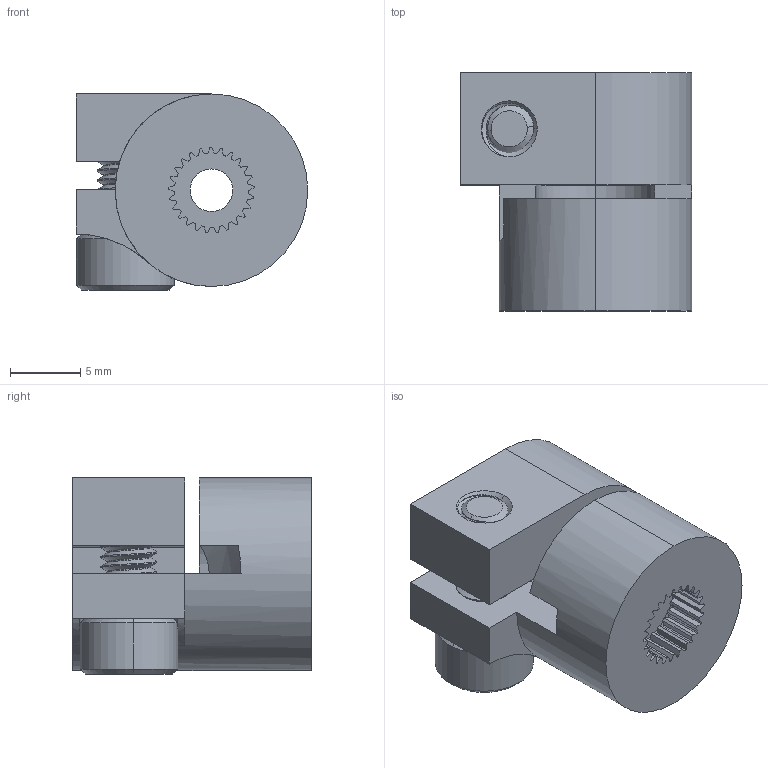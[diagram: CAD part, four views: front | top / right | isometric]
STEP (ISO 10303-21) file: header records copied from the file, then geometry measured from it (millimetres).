
FILE_DESCRIPTION (( 'STEP AP203' ), '1' );
FILE_NAME ('4001-0025-4008 assembly.STEP', '2020-11-03T20:45:14', ( '' ), ( '' ), 'SwSTEP 2.0', 'SolidWorks 2016', '' );
FILE_SCHEMA (( 'CONFIG_CONTROL_DESIGN' ));
Length unit declared in the file: millimetre
Products named in the file (3): 4001-0025-4008 assembly; 2800-0004-0010_90128A207; 4001-0025-4008
Assembly tree (2 placements, depth 2):
  4001-0025-4008 assembly
    4001-0025-4008
    2800-0004-0010_90128A207
Bounding box: 16.53 x 17 x 14 mm (x, y, z)
Volume: 2093.5 mm3; surface area: 2215.1 mm2
Topology: 2 solids, 2 shells, 266 faces, 751 edges, 493 vertices
Faces by surface type: cylinder 159, plane 84, cone 19, bspline 4
Entity records: 12889 total; most frequent: CARTESIAN_POINT 6096, ORIENTED_EDGE 1502, DIRECTION 1268, EDGE_CURVE 751, VERTEX_POINT 493, AXIS2_PLACEMENT_3D 446, LINE 376, VECTOR 376
